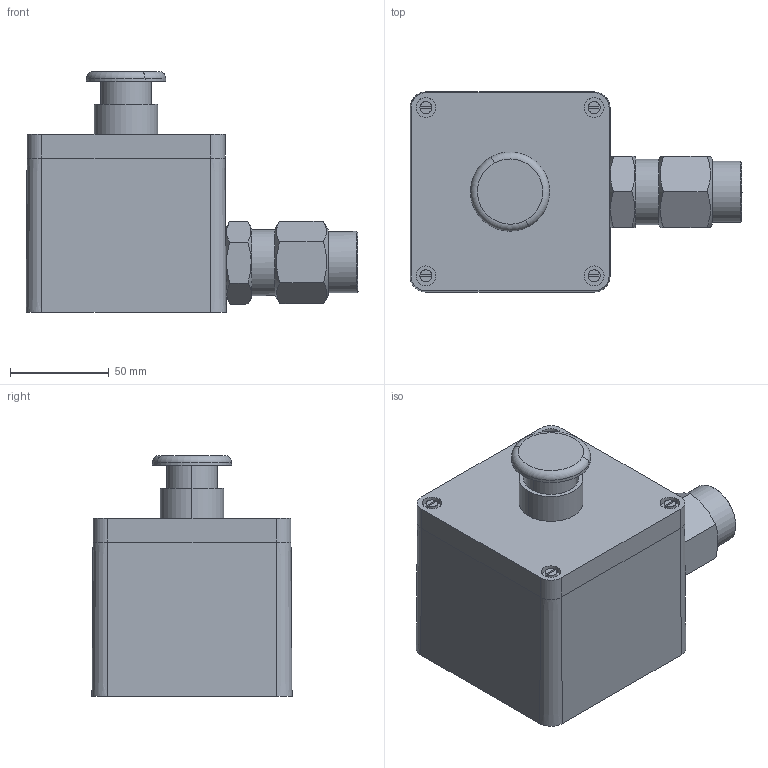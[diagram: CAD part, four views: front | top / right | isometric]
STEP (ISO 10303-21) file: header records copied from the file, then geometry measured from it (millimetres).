
FILE_DESCRIPTION(('STEP AP214'), '1');
FILE_NAME('ÏÊÂ ÂÇ òèï A', '2016-07-21T11:39:20', (' '), (' '), 'ASCON STEP Converter 1.3', 'ASCON Math Kernel', '');
FILE_SCHEMA(('AUTOMOTIVE_DESIGN { 1 0 10303 214 3 1 1}'));
Length unit declared in the file: millimetre
Products named in the file (15): 51; 52; 53; 54; 55; 56; 57; 58; 59; 60; 61; 62; 63; 64; 65
Assembly tree (17 placements, depth 3):
  51
    52
    53
    54
      55
      56
      57
      58
      59
      60
    61
      62
      63
      64
    65  x4
Bounding box: 167.73 x 101.09 x 121.74 mm (x, y, z)
Volume: 412851.8 mm3; surface area: 159851.7 mm2
Topology: 15 solids, 15 shells, 385 faces, 934 edges, 618 vertices
Faces by surface type: plane 209, cylinder 132, cone 42, torus 2
Full cylindrical faces by diameter (mm): 4 x4, 6 x4, 17 x1, 18 x3, 23 x1, 23.5 x1, 24 x2, 24.2 x1, 26 x1, 26.44 x1, 28 x1, 30 x1, 30.28 x1, 31 x1, 33.2 x1
Entity records: 12769 total; most frequent: CARTESIAN_POINT 3108, DIRECTION 1897, ORIENTED_EDGE 1748, EDGE_CURVE 874, AXIS2_PLACEMENT_3D 694, VERTEX_POINT 575, LINE 509, VECTOR 509
